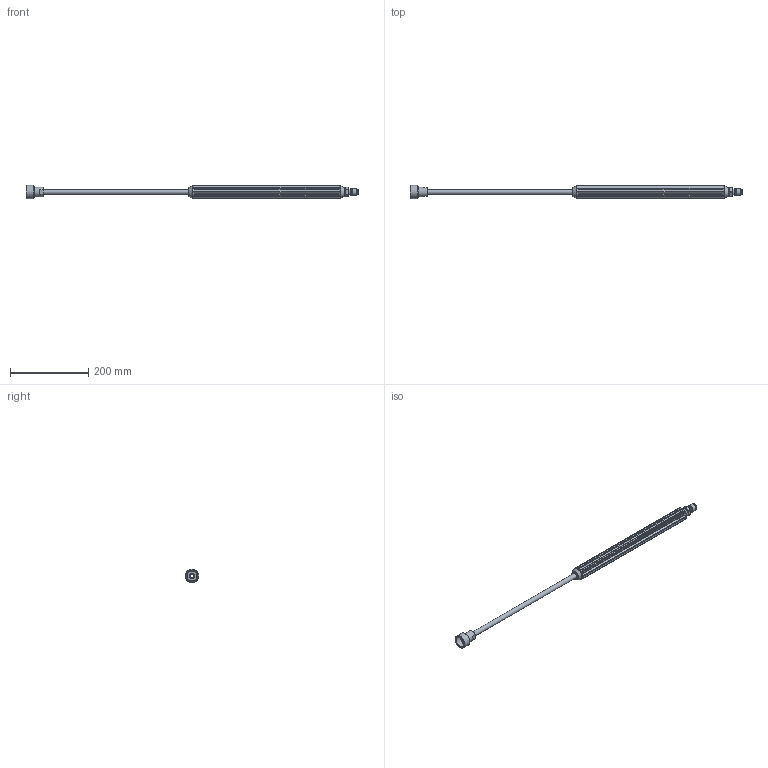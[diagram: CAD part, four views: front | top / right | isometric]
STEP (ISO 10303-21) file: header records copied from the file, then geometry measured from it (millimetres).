
FILE_DESCRIPTION(/* description */ ('Unknown'),/* implementation_level */ '2;1');
FILE_NAME(/* name */ '203100605',/* time_stamp */ '2018-11-13T08:21:59+01:00',/* author */ ('Unknown'),/* organization */ ('Unknown'),/* preprocessor_version */ 'ST-DEVELOPER v16.7',/* originating_system */ 'DEX',/* authorisation */ $);
FILE_SCHEMA (('AUTOMOTIVE_DESIGN {1 0 10303 214 3 1 1}'));
Length unit declared in the file: millimetre
Products named in the file (1): Part5
Bounding box: 850.5 x 35 x 35 mm (x, y, z)
Volume: 280865.6 mm3; surface area: 126821.6 mm2
Topology: 1 solids, 1 shells, 479 faces, 1208 edges, 795 vertices
Faces by surface type: plane 292, bspline 84, cylinder 45, cone 34, torus 24
Full cylindrical faces by diameter (mm): 8.2 x1, 9.7 x1, 11.82 x1, 11.86 x1, 12 x1, 12.7 x1, 13 x1, 15.2 x1, 15.4 x1, 17.8 x2, 21.1 x1, 25 x1, 28 x1, 35 x1
Entity records: 22481 total; most frequent: CARTESIAN_POINT 8580, ORIENTED_EDGE 2276, DIRECTION 1364, EDGE_CURVE 1138, VERTEX_POINT 780, B_SPLINE_CURVE_WITH_KNOTS 688, EDGE_LOOP 600, FACE_BOUND 600
